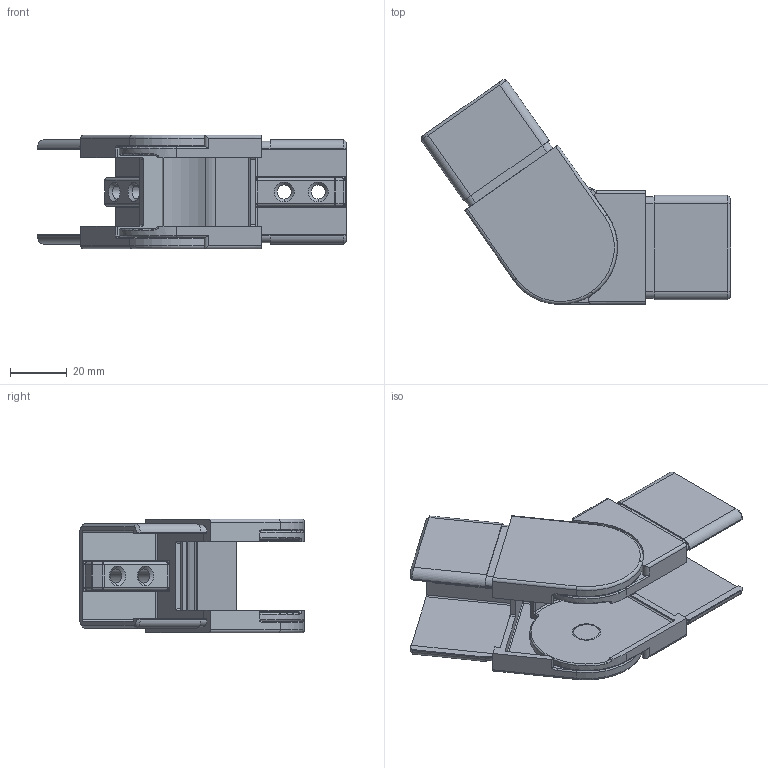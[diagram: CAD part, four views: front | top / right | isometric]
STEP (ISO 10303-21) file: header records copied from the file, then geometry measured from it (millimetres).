
FILE_DESCRIPTION (( 'STEP AP203' ), '1' );
FILE_NAME ('A14_6312-040.STEP', '2019-01-16T12:38:51', ( '' ), ( '' ), 'SwSTEP 2.0', 'SolidWorks 2018', '' );
FILE_SCHEMA (( 'CONFIG_CONTROL_DESIGN' ));
Length unit declared in the file: millimetre
Products named in the file (4): A14_6312-040.P1; A14_6312-040; A14_6312-040.P3; A14_6312-040.P2
Assembly tree (4 placements, depth 2):
  A14_6312-040
    A14_6312-040.P1
    A14_6312-040.P2
    A14_6312-040.P3  x2
Bounding box: 108.91 x 79.13 x 40 mm (x, y, z)
Volume: 54297.1 mm3; surface area: 37501.3 mm2
Topology: 4 solids, 4 shells, 365 faces, 906 edges, 513 vertices
Faces by surface type: cylinder 158, plane 102, cone 32, torus 27, bspline 26, sphere 20
Entity records: 13349 total; most frequent: CARTESIAN_POINT 4676, DIRECTION 1794, ORIENTED_EDGE 1712, EDGE_CURVE 856, AXIS2_PLACEMENT_3D 670, VERTEX_POINT 505, LINE 454, VECTOR 454
